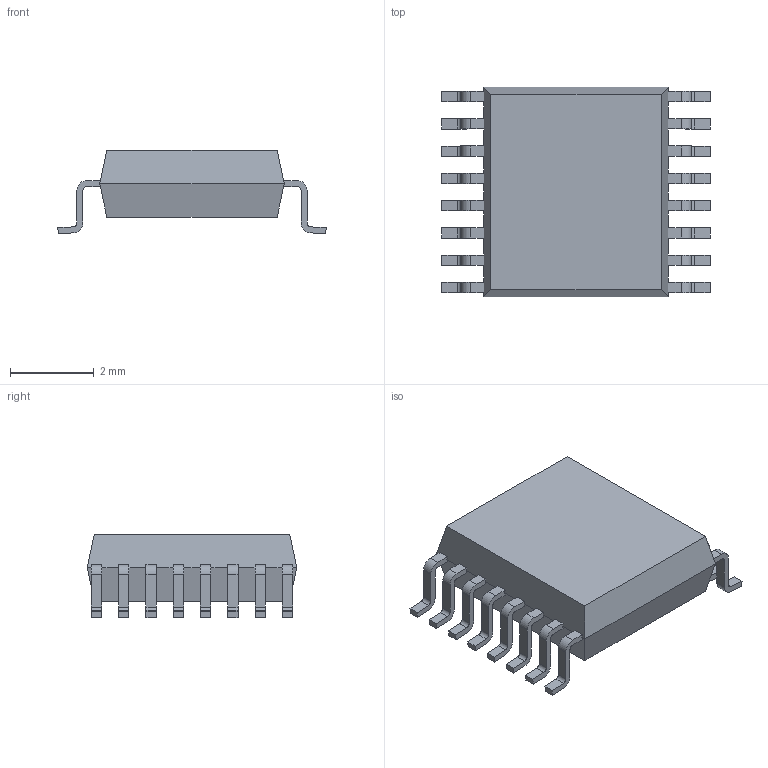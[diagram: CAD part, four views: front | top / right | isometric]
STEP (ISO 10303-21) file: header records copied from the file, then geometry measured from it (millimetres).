
FILE_DESCRIPTION (( 'STEP AP214' ), '1' );
FILE_NAME ('2ED958F2-58D9-486E-B9BD-15C7737EC1BF.STEP', '2009-04-14T06:40:31', ( 'sysAdmin' ), ( 'SolidWorks' ), 'SwSTEP 2.0', 'SolidWorks 2009', '' );
FILE_SCHEMA (( 'AUTOMOTIVE_DESIGN' ));
Length unit declared in the file: millimetre
Products named in the file (1): 2ED958F2-58D9-486E-B9BD-15C7737EC1BF
Bounding box: 6.4 x 5 x 2 mm (x, y, z)
Volume: 33.8 mm3; surface area: 92.1 mm2
Topology: 1 solids, 1 shells, 218 faces, 644 edges, 428 vertices
Faces by surface type: plane 154, cylinder 64
Entity records: 7377 total; most frequent: CARTESIAN_POINT 1291, ORIENTED_EDGE 1288, DIRECTION 1210, EDGE_CURVE 644, VECTOR 516, LINE 516, VERTEX_POINT 428, AXIS2_PLACEMENT_3D 347
